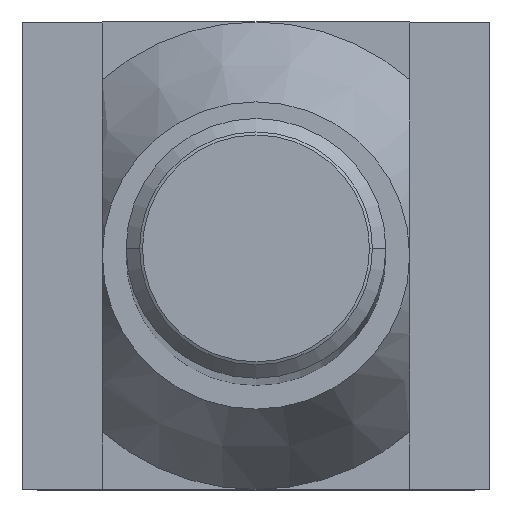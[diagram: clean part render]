
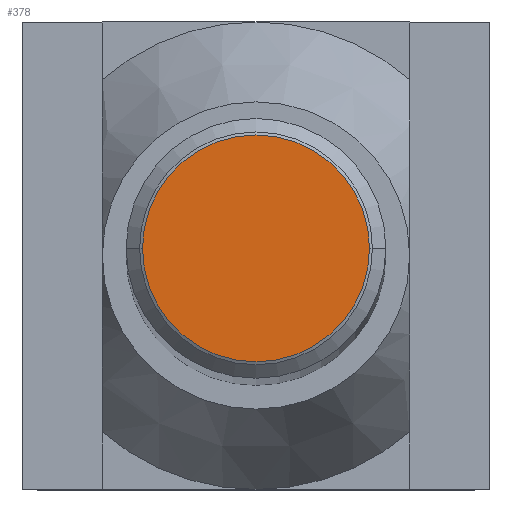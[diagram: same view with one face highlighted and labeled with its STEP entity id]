
A CAD part, top view. The second image highlights one B-rep face of the part: STEP entity #378.
In plain terms, the highlighted planar face has unit normal (0, 0, 1).
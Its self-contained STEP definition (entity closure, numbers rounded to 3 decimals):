
#144=EDGE_CURVE('',#262,#280,#400,.T.);
#214=EDGE_CURVE('',#280,#262,#481,.T.);
#262=VERTEX_POINT('',#534);
#280=VERTEX_POINT('',#553);
#378=ADVANCED_FACE('',(#659),#660,.T.);
#400=CIRCLE('',#673,13.105);
#481=CIRCLE('',#795,13.105);
#534=CARTESIAN_POINT('',(-13.105,0.,500.0));
#553=CARTESIAN_POINT('',(13.105,0.,500.0));
#659=FACE_OUTER_BOUND('',#1061,.T.);
#660=PLANE('',#1062);
#673=AXIS2_PLACEMENT_3D('',#1071,#1072,#1073);
#795=AXIS2_PLACEMENT_3D('',#1181,#1182,#1183);
#1061=EDGE_LOOP('',(#1361,#1362));
#1062=AXIS2_PLACEMENT_3D('',#1363,#1364,#1365);
#1071=CARTESIAN_POINT('',(0.,0.,500.0));
#1072=DIRECTION('',(0.0,-0.0,1.0));
#1073=DIRECTION('',(1.0,0.,0.0));
#1181=CARTESIAN_POINT('',(0.,0.,500.0));
#1182=DIRECTION('',(0.0,-0.0,1.0));
#1183=DIRECTION('',(1.0,0.,0.0));
#1361=ORIENTED_EDGE('',*,*,#214,.T.);
#1362=ORIENTED_EDGE('',*,*,#144,.T.);
#1363=CARTESIAN_POINT('',(-6.625,0.,500.0));
#1364=DIRECTION('',(0.0,0.0,1.0));
#1365=DIRECTION('',(-1.0,0.,0.0));
